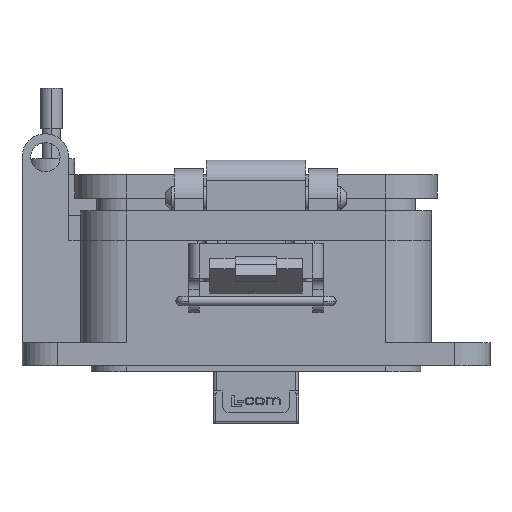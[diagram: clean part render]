
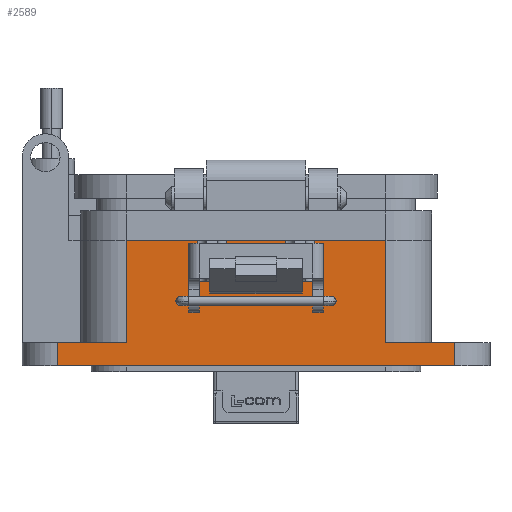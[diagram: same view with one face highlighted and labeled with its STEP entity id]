
A CAD part, front view. The second image highlights one B-rep face of the part: STEP entity #2589.
In plain terms, the highlighted planar face has unit normal (0, -1, 0).
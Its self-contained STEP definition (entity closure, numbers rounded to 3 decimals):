
#206 = VERTEX_POINT ( 'NONE', #15147 ) ;
#305 = VECTOR ( 'NONE', #41824, 1000. ) ;
#350 = ORIENTED_EDGE ( 'NONE', *, *, #33204, .T. ) ;
#679 = LINE ( 'NONE', #53072, #12802 ) ;
#1504 = VECTOR ( 'NONE', #3873, 1000. ) ;
#2368 = DIRECTION ( 'NONE',  ( 0., 0., -1. ) ) ;
#2589 = ADVANCED_FACE ( 'NONE', ( #58136 ), #5647, .T. ) ;
#2717 = EDGE_CURVE ( 'NONE', #42038, #29443, #11567, .T. ) ;
#2839 = VERTEX_POINT ( 'NONE', #55111 ) ;
#2941 = LINE ( 'NONE', #11356, #36508 ) ;
#3227 = DIRECTION ( 'NONE',  ( 0., 0., -1. ) ) ;
#3494 = CARTESIAN_POINT ( 'NONE',  ( -5.036, -15.056, -21.654 ) ) ;
#3873 = DIRECTION ( 'NONE',  ( -1., 0., 0. ) ) ;
#4341 = LINE ( 'NONE', #44782, #1504 ) ;
#4430 = ORIENTED_EDGE ( 'NONE', *, *, #44598, .T. ) ;
#5647 = PLANE ( 'NONE',  #10369 ) ;
#5790 = VERTEX_POINT ( 'NONE', #37374 ) ;
#6770 = VERTEX_POINT ( 'NONE', #9470 ) ;
#7285 = VECTOR ( 'NONE', #2368, 1000. ) ;
#7420 = DIRECTION ( 'NONE',  ( -1., 0., 0. ) ) ;
#7784 = CARTESIAN_POINT ( 'NONE',  ( 10.071, -15.056, -28.704 ) ) ;
#9178 = ORIENTED_EDGE ( 'NONE', *, *, #58329, .T. ) ;
#9470 = CARTESIAN_POINT ( 'NONE',  ( 5.036, -15.056, -21.654 ) ) ;
#9879 = CARTESIAN_POINT ( 'NONE',  ( 10.071, -15.056, -21.654 ) ) ;
#9985 = DIRECTION ( 'NONE',  ( 0., 0., 1. ) ) ;
#10369 = AXIS2_PLACEMENT_3D ( 'NONE', #24656, #56556, #29160 ) ;
#11356 = CARTESIAN_POINT ( 'NONE',  ( 10.071, -15.056, -39.279 ) ) ;
#11567 = LINE ( 'NONE', #44309, #58679 ) ;
#11973 = VECTOR ( 'NONE', #52457, 1000. ) ;
#12408 = DIRECTION ( 'NONE',  ( -1., 0., 0. ) ) ;
#12596 = DIRECTION ( 'NONE',  ( 0., 0., 1. ) ) ;
#12802 = VECTOR ( 'NONE', #57641, 1000. ) ;
#12903 = ORIENTED_EDGE ( 'NONE', *, *, #41029, .T. ) ;
#13214 = CARTESIAN_POINT ( 'NONE',  ( 22.358, -15.056, -21.654 ) ) ;
#13536 = LINE ( 'NONE', #49340, #36356 ) ;
#14197 = CARTESIAN_POINT ( 'NONE',  ( 10.071, -15.056, -39.279 ) ) ;
#14923 = EDGE_CURVE ( 'NONE', #17885, #26250, #18969, .T. ) ;
#14924 = CARTESIAN_POINT ( 'NONE',  ( 5.036, -15.056, -28.704 ) ) ;
#14930 = VERTEX_POINT ( 'NONE', #30735 ) ;
#15147 = CARTESIAN_POINT ( 'NONE',  ( -5.036, -15.056, -28.704 ) ) ;
#15229 = VERTEX_POINT ( 'NONE', #51322 ) ;
#15810 = DIRECTION ( 'NONE',  ( -1., 0., 0. ) ) ;
#16510 = EDGE_CURVE ( 'NONE', #29443, #15229, #24454, .T. ) ;
#17885 = VERTEX_POINT ( 'NONE', #13214 ) ;
#18599 = VECTOR ( 'NONE', #12596, 1000. ) ;
#18757 = VERTEX_POINT ( 'NONE', #7784 ) ;
#18929 = EDGE_LOOP ( 'NONE', ( #38729, #52591, #57923, #9178, #4430, #50711, #28329, #51855, #39716, #28287, #23240, #12903, #40793, #21535, #350, #40734 ) ) ;
#18969 = LINE ( 'NONE', #48748, #41782 ) ;
#19451 = LINE ( 'NONE', #23581, #30071 ) ;
#19468 = LINE ( 'NONE', #57060, #7285 ) ;
#20721 = CARTESIAN_POINT ( 'NONE',  ( 34.243, -15.056, -43.307 ) ) ;
#21108 = CARTESIAN_POINT ( 'NONE',  ( 0., -15.056, -43.307 ) ) ;
#21535 = ORIENTED_EDGE ( 'NONE', *, *, #48114, .F. ) ;
#21726 = EDGE_CURVE ( 'NONE', #18757, #34213, #48401, .T. ) ;
#23240 = ORIENTED_EDGE ( 'NONE', *, *, #16510, .T. ) ;
#23581 = CARTESIAN_POINT ( 'NONE',  ( 22.358, -15.056, -21.654 ) ) ;
#24454 = LINE ( 'NONE', #14197, #48680 ) ;
#24631 = CARTESIAN_POINT ( 'NONE',  ( 10.071, -15.056, -21.654 ) ) ;
#24653 = LINE ( 'NONE', #9879, #305 ) ;
#24656 = CARTESIAN_POINT ( 'NONE',  ( 10.071, -15.056, -21.654 ) ) ;
#24918 = CARTESIAN_POINT ( 'NONE',  ( 10.071, -15.056, -28.704 ) ) ;
#25459 = VERTEX_POINT ( 'NONE', #3494 ) ;
#26250 = VERTEX_POINT ( 'NONE', #24631 ) ;
#28287 = ORIENTED_EDGE ( 'NONE', *, *, #2717, .T. ) ;
#28329 = ORIENTED_EDGE ( 'NONE', *, *, #39632, .T. ) ;
#29120 = EDGE_CURVE ( 'NONE', #31946, #5790, #32113, .T. ) ;
#29160 = DIRECTION ( 'NONE',  ( 1., 0., 0. ) ) ;
#29443 = VERTEX_POINT ( 'NONE', #57857 ) ;
#30071 = VECTOR ( 'NONE', #9985, 1000. ) ;
#30343 = CARTESIAN_POINT ( 'NONE',  ( -10.071, -15.056, -21.654 ) ) ;
#30735 = CARTESIAN_POINT ( 'NONE',  ( 22.358, -15.056, -39.279 ) ) ;
#31373 = VERTEX_POINT ( 'NONE', #39429 ) ;
#31946 = VERTEX_POINT ( 'NONE', #53472 ) ;
#32113 = LINE ( 'NONE', #30343, #18599 ) ;
#33025 = EDGE_CURVE ( 'NONE', #14930, #17885, #19451, .T. ) ;
#33204 = EDGE_CURVE ( 'NONE', #2839, #14930, #2941, .T. ) ;
#33850 = EDGE_CURVE ( 'NONE', #25459, #206, #19468, .T. ) ;
#34213 = VERTEX_POINT ( 'NONE', #14924 ) ;
#34939 = VECTOR ( 'NONE', #54426, 1000. ) ;
#35323 = LINE ( 'NONE', #21108, #47520 ) ;
#36356 = VECTOR ( 'NONE', #44737, 1000. ) ;
#36413 = LINE ( 'NONE', #49805, #34939 ) ;
#36508 = VECTOR ( 'NONE', #15810, 1000. ) ;
#37374 = CARTESIAN_POINT ( 'NONE',  ( -10.071, -15.056, -21.654 ) ) ;
#38729 = ORIENTED_EDGE ( 'NONE', *, *, #14923, .T. ) ;
#39429 = CARTESIAN_POINT ( 'NONE',  ( -34.243, -15.056, -43.307 ) ) ;
#39632 = EDGE_CURVE ( 'NONE', #206, #31946, #4341, .T. ) ;
#39706 = VECTOR ( 'NONE', #3227, 1000. ) ;
#39716 = ORIENTED_EDGE ( 'NONE', *, *, #52153, .T. ) ;
#40734 = ORIENTED_EDGE ( 'NONE', *, *, #33025, .T. ) ;
#40793 = ORIENTED_EDGE ( 'NONE', *, *, #53371, .T. ) ;
#41029 = EDGE_CURVE ( 'NONE', #15229, #31373, #41162, .T. ) ;
#41162 = LINE ( 'NONE', #58122, #39706 ) ;
#41782 = VECTOR ( 'NONE', #12408, 1000. ) ;
#41824 = DIRECTION ( 'NONE',  ( 0., 0., -1. ) ) ;
#42038 = VERTEX_POINT ( 'NONE', #53815 ) ;
#44309 = CARTESIAN_POINT ( 'NONE',  ( -22.358, -15.056, -21.654 ) ) ;
#44598 = EDGE_CURVE ( 'NONE', #6770, #25459, #36413, .T. ) ;
#44737 = DIRECTION ( 'NONE',  ( 0., 0., -1. ) ) ;
#44782 = CARTESIAN_POINT ( 'NONE',  ( 10.071, -15.056, -28.704 ) ) ;
#46090 = DIRECTION ( 'NONE',  ( -1., 0., 0. ) ) ;
#47520 = VECTOR ( 'NONE', #48414, 1000. ) ;
#48114 = EDGE_CURVE ( 'NONE', #2839, #51436, #13536, .T. ) ;
#48401 = LINE ( 'NONE', #24918, #11973 ) ;
#48414 = DIRECTION ( 'NONE',  ( 1., 0., 0. ) ) ;
#48680 = VECTOR ( 'NONE', #46090, 1000. ) ;
#48748 = CARTESIAN_POINT ( 'NONE',  ( 10.071, -15.056, -21.654 ) ) ;
#49316 = CARTESIAN_POINT ( 'NONE',  ( 10.071, -15.056, -21.654 ) ) ;
#49340 = CARTESIAN_POINT ( 'NONE',  ( 34.243, -15.056, -43.307 ) ) ;
#49805 = CARTESIAN_POINT ( 'NONE',  ( 10.071, -15.056, -21.654 ) ) ;
#50512 = LINE ( 'NONE', #49316, #52011 ) ;
#50711 = ORIENTED_EDGE ( 'NONE', *, *, #33850, .T. ) ;
#51322 = CARTESIAN_POINT ( 'NONE',  ( -34.243, -15.056, -39.279 ) ) ;
#51436 = VERTEX_POINT ( 'NONE', #20721 ) ;
#51855 = ORIENTED_EDGE ( 'NONE', *, *, #29120, .T. ) ;
#52011 = VECTOR ( 'NONE', #7420, 1000. ) ;
#52153 = EDGE_CURVE ( 'NONE', #5790, #42038, #50512, .T. ) ;
#52457 = DIRECTION ( 'NONE',  ( -1., 0., 0. ) ) ;
#52591 = ORIENTED_EDGE ( 'NONE', *, *, #53735, .T. ) ;
#53072 = CARTESIAN_POINT ( 'NONE',  ( 5.036, -15.056, -21.654 ) ) ;
#53371 = EDGE_CURVE ( 'NONE', #31373, #51436, #35323, .T. ) ;
#53472 = CARTESIAN_POINT ( 'NONE',  ( -10.071, -15.056, -28.704 ) ) ;
#53735 = EDGE_CURVE ( 'NONE', #26250, #18757, #24653, .T. ) ;
#53815 = CARTESIAN_POINT ( 'NONE',  ( -22.358, -15.056, -21.654 ) ) ;
#54426 = DIRECTION ( 'NONE',  ( -1., 0., 0. ) ) ;
#55111 = CARTESIAN_POINT ( 'NONE',  ( 34.243, -15.056, -39.279 ) ) ;
#56556 = DIRECTION ( 'NONE',  ( 0., -1., 0. ) ) ;
#57060 = CARTESIAN_POINT ( 'NONE',  ( -5.036, -15.056, -21.654 ) ) ;
#57641 = DIRECTION ( 'NONE',  ( 0., 0., 1. ) ) ;
#57857 = CARTESIAN_POINT ( 'NONE',  ( -22.358, -15.056, -39.279 ) ) ;
#57923 = ORIENTED_EDGE ( 'NONE', *, *, #21726, .T. ) ;
#58122 = CARTESIAN_POINT ( 'NONE',  ( -34.243, -15.056, -21.654 ) ) ;
#58136 = FACE_OUTER_BOUND ( 'NONE', #18929, .T. ) ;
#58295 = DIRECTION ( 'NONE',  ( 0., 0., -1. ) ) ;
#58329 = EDGE_CURVE ( 'NONE', #34213, #6770, #679, .T. ) ;
#58679 = VECTOR ( 'NONE', #58295, 1000. ) ;
